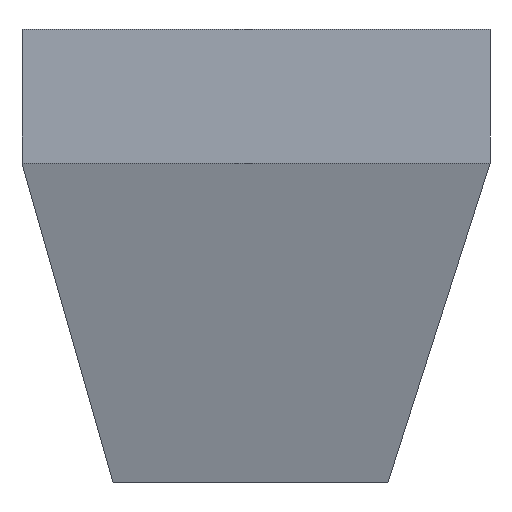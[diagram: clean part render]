
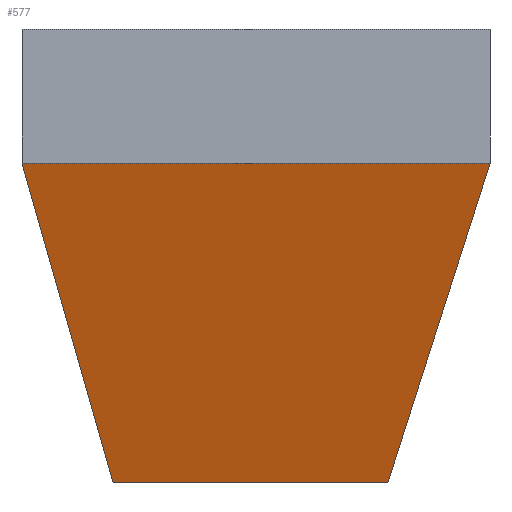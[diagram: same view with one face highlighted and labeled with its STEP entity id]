
A CAD part, front view. The second image highlights one B-rep face of the part: STEP entity #577.
In plain terms, the highlighted planar face has unit normal (0, -0.957, -0.289).
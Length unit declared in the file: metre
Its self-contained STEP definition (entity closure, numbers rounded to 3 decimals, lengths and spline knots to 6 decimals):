
#64=ORIENTED_EDGE('',*,*,#208,.T.);
#65=ORIENTED_EDGE('',*,*,#210,.F.);
#66=ORIENTED_EDGE('',*,*,#203,.F.);
#67=ORIENTED_EDGE('',*,*,#211,.T.);
#203=EDGE_CURVE('',#275,#273,#327,.T.);
#208=EDGE_CURVE('',#279,#278,#332,.T.);
#210=EDGE_CURVE('',#273,#278,#334,.T.);
#211=EDGE_CURVE('',#275,#279,#335,.T.);
#273=VERTEX_POINT('',#861);
#275=VERTEX_POINT('',#865);
#278=VERTEX_POINT('',#875);
#279=VERTEX_POINT('',#877);
#327=LINE('',#866,#395);
#332=LINE('',#876,#400);
#334=LINE('',#880,#402);
#335=LINE('',#881,#403);
#395=VECTOR('',#701,1.);
#400=VECTOR('',#710,1.);
#402=VECTOR('',#714,1.);
#403=VECTOR('',#715,1.);
#453=EDGE_LOOP('',(#64,#65,#66,#67));
#503=FACE_BOUND('',#453,.T.);
#548=PLANE('',#627);
#577=ADVANCED_FACE('',(#503),#548,.T.);
#627=AXIS2_PLACEMENT_3D('',#879,#712,#713);
#701=DIRECTION('',(-0.292,0.277,-0.915));
#710=DIRECTION('',(0.263,0.279,-0.923));
#712=DIRECTION('',(0.,-0.957,-0.289));
#713=DIRECTION('',(0.,0.289,-0.957));
#714=DIRECTION('',(-1.,0.,0.));
#715=DIRECTION('',(-1.,0.,0.));
#861=CARTESIAN_POINT('',(0.0185,-0.007,0.));
#865=CARTESIAN_POINT('',(0.032236,-0.02,0.043));
#866=CARTESIAN_POINT('',(0.032236,-0.02,0.043));
#875=CARTESIAN_POINT('',(-0.0185,-0.007,0.));
#876=CARTESIAN_POINT('',(-0.030764,-0.02,0.043));
#877=CARTESIAN_POINT('',(-0.030764,-0.02,0.043));
#879=CARTESIAN_POINT('',(0.,-0.006414,-0.001939));
#880=CARTESIAN_POINT('',(0.,-0.007,0.));
#881=CARTESIAN_POINT('',(0.000736,-0.02,0.043));
